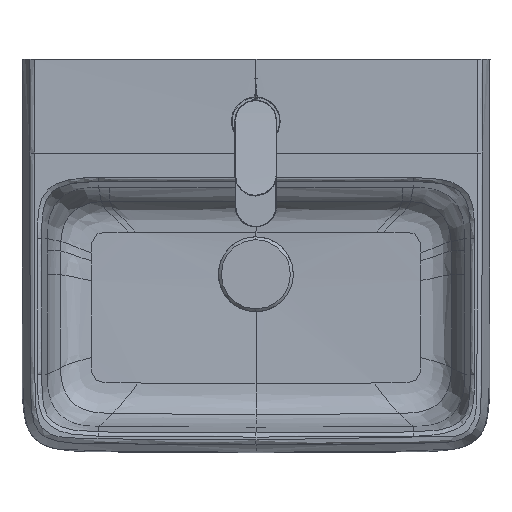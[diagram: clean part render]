
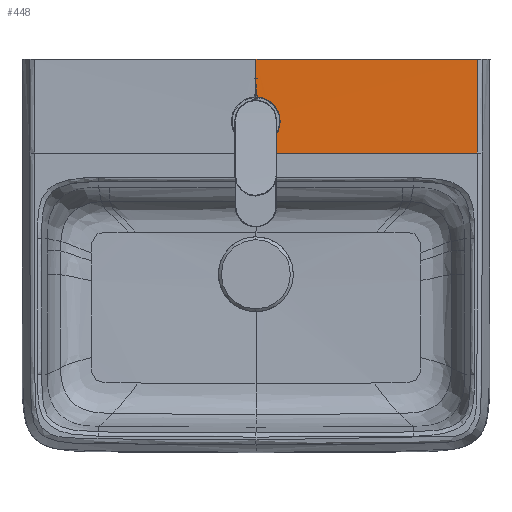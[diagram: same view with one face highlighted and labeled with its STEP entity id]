
A CAD part, top view. The second image highlights one B-rep face of the part: STEP entity #448.
In plain terms, the highlighted free-form (B-spline) face has degree [5, 5] with [6, 9] control points.
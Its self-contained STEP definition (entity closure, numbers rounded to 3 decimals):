
#448=ADVANCED_FACE('',(#1055),#9024,.T.);
#1055=FACE_OUTER_BOUND('',#1678,.T.);
#1678=EDGE_LOOP('',(#3761,#3762,#3763,#3764,#3765,#3766));
#3761=ORIENTED_EDGE('',*,*,#5549,.F.);
#3762=ORIENTED_EDGE('',*,*,#5738,.T.);
#3763=ORIENTED_EDGE('',*,*,#5870,.T.);
#3764=ORIENTED_EDGE('',*,*,#5739,.T.);
#3765=ORIENTED_EDGE('',*,*,#5856,.T.);
#3766=ORIENTED_EDGE('',*,*,#5740,.T.);
#5549=EDGE_CURVE('',#8184,#8185,#7162,.T.);
#5738=EDGE_CURVE('',#8184,#8301,#7323,.T.);
#5739=EDGE_CURVE('',#8300,#8299,#7324,.T.);
#5740=EDGE_CURVE('',#8302,#8185,#7325,.T.);
#5856=EDGE_CURVE('',#8299,#8302,#7414,.T.);
#5870=EDGE_CURVE('',#8301,#8300,#7428,.T.);
#7162=B_SPLINE_CURVE_WITH_KNOTS('',5,(#69361,#69362,#69363,#69364,#69365,
#69366),.UNSPECIFIED.,.F.,.F.,(6,6),(-339.411,-4.985),
 .UNSPECIFIED.);
#7323=B_SPLINE_CURVE_WITH_KNOTS('',5,(#70679,#70680,#70681,#70682,#70683,
#70684),.UNSPECIFIED.,.F.,.F.,(6,6),(-141.427,-72.832),
 .UNSPECIFIED.);
#7324=B_SPLINE_CURVE_WITH_KNOTS('',5,(#70685,#70686,#70687,#70688,#70689,
#70690),.UNSPECIFIED.,.F.,.F.,(6,6),(-23.334,0.),.UNSPECIFIED.);
#7325=B_SPLINE_CURVE_WITH_KNOTS('',5,(#70691,#70692,#70693,#70694,#70695,
#70696,#70697,#70698,#70699,#70700,#70701,#70702),.UNSPECIFIED.,.F.,.F.,
(6,3,3,6),(-326.572,-255.124,-205.886,-183.753),
 .UNSPECIFIED.);
#7414=B_SPLINE_CURVE_WITH_KNOTS('',5,(#71676,#71677,#71678,#71679,#71680,
#71681),.UNSPECIFIED.,.F.,.F.,(6,6),(-0.224,236.236),
 .UNSPECIFIED.);
#7428=B_SPLINE_CURVE_WITH_KNOTS('',3,(#72203,#72204,#72205,#72206,#72207,
#72208,#72209,#72210,#72211,#72212,#72213,#72214,#72215,#72216,#72217,#72218,
#72219,#72220),.UNSPECIFIED.,.F.,.F.,(4,2,2,2,2,2,2,2,4),(0.,9.711,
19.434,29.131,38.827,48.545,58.278,
68.014,77.75),.UNSPECIFIED.);
#8184=VERTEX_POINT('',#65702);
#8185=VERTEX_POINT('',#65703);
#8299=VERTEX_POINT('',#65817);
#8300=VERTEX_POINT('',#65818);
#8301=VERTEX_POINT('',#65819);
#8302=VERTEX_POINT('',#65820);
#9024=B_SPLINE_SURFACE_WITH_KNOTS('',5,5,((#43319,#43320,#43321,#43322,
#43323,#43324,#43325,#43326,#43327),(#43328,#43329,#43330,#43331,#43332,
#43333,#43334,#43335,#43336),(#43337,#43338,#43339,#43340,#43341,#43342,
#43343,#43344,#43345),(#43346,#43347,#43348,#43349,#43350,#43351,#43352,
#43353,#43354),(#43355,#43356,#43357,#43358,#43359,#43360,#43361,#43362,
#43363),(#43364,#43365,#43366,#43367,#43368,#43369,#43370,#43371,#43372)),
 .UNSPECIFIED.,.F.,.F.,.F.,(6,6),(6,3,6),(0.,100.002),
(-239.776,0.224,240.224),.UNSPECIFIED.);
#43319=CARTESIAN_POINT('',(240.022,110.009,75.314));
#43320=CARTESIAN_POINT('',(192.022,110.009,75.314));
#43321=CARTESIAN_POINT('',(144.022,110.009,75.314));
#43322=CARTESIAN_POINT('',(96.022,110.009,75.314));
#43323=CARTESIAN_POINT('',(0.022,110.009,75.314));
#43324=CARTESIAN_POINT('',(-95.978,110.009,75.314));
#43325=CARTESIAN_POINT('',(-143.978,110.009,75.314));
#43326=CARTESIAN_POINT('',(-191.978,110.009,75.314));
#43327=CARTESIAN_POINT('',(-239.978,110.009,75.314));
#43328=CARTESIAN_POINT('',(240.022,130.009,75.314));
#43329=CARTESIAN_POINT('',(192.022,130.009,75.314));
#43330=CARTESIAN_POINT('',(144.022,130.009,75.314));
#43331=CARTESIAN_POINT('',(96.022,130.009,75.314));
#43332=CARTESIAN_POINT('',(0.022,130.009,75.314));
#43333=CARTESIAN_POINT('',(-95.978,130.009,75.314));
#43334=CARTESIAN_POINT('',(-143.978,130.009,75.314));
#43335=CARTESIAN_POINT('',(-191.978,130.009,75.314));
#43336=CARTESIAN_POINT('',(-239.978,130.009,75.314));
#43337=CARTESIAN_POINT('',(240.022,150.01,75.314));
#43338=CARTESIAN_POINT('',(192.022,150.01,75.314));
#43339=CARTESIAN_POINT('',(144.022,150.01,75.314));
#43340=CARTESIAN_POINT('',(96.022,150.01,75.314));
#43341=CARTESIAN_POINT('',(0.022,150.01,75.314));
#43342=CARTESIAN_POINT('',(-95.978,150.01,75.314));
#43343=CARTESIAN_POINT('',(-143.978,150.01,75.314));
#43344=CARTESIAN_POINT('',(-191.978,150.01,75.314));
#43345=CARTESIAN_POINT('',(-239.978,150.01,75.314));
#43346=CARTESIAN_POINT('',(240.022,170.011,75.314));
#43347=CARTESIAN_POINT('',(192.022,170.011,75.434));
#43348=CARTESIAN_POINT('',(144.022,170.011,75.524));
#43349=CARTESIAN_POINT('',(96.022,170.011,75.584));
#43350=CARTESIAN_POINT('',(0.022,170.011,75.644));
#43351=CARTESIAN_POINT('',(-95.978,170.011,75.584));
#43352=CARTESIAN_POINT('',(-143.978,170.011,75.524));
#43353=CARTESIAN_POINT('',(-191.978,170.011,75.434));
#43354=CARTESIAN_POINT('',(-239.978,170.011,75.314));
#43355=CARTESIAN_POINT('',(240.022,190.01,75.314));
#43356=CARTESIAN_POINT('',(192.022,190.01,75.554));
#43357=CARTESIAN_POINT('',(144.022,190.01,75.734));
#43358=CARTESIAN_POINT('',(96.022,190.01,75.854));
#43359=CARTESIAN_POINT('',(0.022,190.01,75.974));
#43360=CARTESIAN_POINT('',(-95.978,190.01,75.854));
#43361=CARTESIAN_POINT('',(-143.978,190.01,75.734));
#43362=CARTESIAN_POINT('',(-191.978,190.01,75.554));
#43363=CARTESIAN_POINT('',(-239.978,190.01,75.314));
#43364=CARTESIAN_POINT('',(240.022,210.009,75.314));
#43365=CARTESIAN_POINT('',(192.022,210.009,75.714));
#43366=CARTESIAN_POINT('',(144.022,210.009,76.014));
#43367=CARTESIAN_POINT('',(96.022,210.009,76.214));
#43368=CARTESIAN_POINT('',(0.022,210.009,76.414));
#43369=CARTESIAN_POINT('',(-95.978,210.009,76.214));
#43370=CARTESIAN_POINT('',(-143.978,210.009,76.014));
#43371=CARTESIAN_POINT('',(-191.978,210.009,75.714));
#43372=CARTESIAN_POINT('',(-239.978,210.009,75.314));
#65702=CARTESIAN_POINT('',(0.022,210.009,76.314));
#65703=CARTESIAN_POINT('',(236.497,210.009,75.343));
#65817=CARTESIAN_POINT('',(0.022,110.009,75.314));
#65818=CARTESIAN_POINT('',(0.022,126.509,75.325));
#65819=CARTESIAN_POINT('',(0.022,161.509,75.549));
#65820=CARTESIAN_POINT('',(236.481,110.009,75.314));
#69361=CARTESIAN_POINT('',(0.022,210.009,76.314));
#69362=CARTESIAN_POINT('',(47.317,210.009,76.314));
#69363=CARTESIAN_POINT('',(94.613,210.009,76.217));
#69364=CARTESIAN_POINT('',(141.908,210.009,76.022));
#69365=CARTESIAN_POINT('',(189.203,210.009,75.731));
#69366=CARTESIAN_POINT('',(236.497,210.009,75.343));
#70679=CARTESIAN_POINT('',(0.022,210.009,76.314));
#70680=CARTESIAN_POINT('',(0.022,200.309,76.12));
#70681=CARTESIAN_POINT('',(0.022,190.609,75.949));
#70682=CARTESIAN_POINT('',(0.022,180.909,75.791));
#70683=CARTESIAN_POINT('',(0.022,171.209,75.655));
#70684=CARTESIAN_POINT('',(0.022,161.509,75.549));
#70685=CARTESIAN_POINT('',(0.022,126.509,75.325));
#70686=CARTESIAN_POINT('',(0.022,123.209,75.319));
#70687=CARTESIAN_POINT('',(0.022,119.909,75.315));
#70688=CARTESIAN_POINT('',(0.022,116.609,75.314));
#70689=CARTESIAN_POINT('',(0.022,113.309,75.314));
#70690=CARTESIAN_POINT('',(0.022,110.009,75.314));
#70691=CARTESIAN_POINT('',(236.481,110.009,75.314));
#70692=CARTESIAN_POINT('',(236.483,120.069,75.314));
#70693=CARTESIAN_POINT('',(236.484,130.129,75.314));
#70694=CARTESIAN_POINT('',(236.485,140.189,75.315));
#70695=CARTESIAN_POINT('',(236.487,157.181,75.319));
#70696=CARTESIAN_POINT('',(236.49,174.174,75.325));
#70697=CARTESIAN_POINT('',(236.491,181.107,75.328));
#70698=CARTESIAN_POINT('',(236.493,191.156,75.333));
#70699=CARTESIAN_POINT('',(236.495,201.205,75.338));
#70700=CARTESIAN_POINT('',(236.496,204.205,75.34));
#70701=CARTESIAN_POINT('',(236.496,207.121,75.341));
#70702=CARTESIAN_POINT('',(236.497,210.009,75.343));
#71676=CARTESIAN_POINT('',(0.022,110.009,75.314));
#71677=CARTESIAN_POINT('',(47.314,110.009,75.314));
#71678=CARTESIAN_POINT('',(94.606,110.009,75.314));
#71679=CARTESIAN_POINT('',(141.898,110.009,75.314));
#71680=CARTESIAN_POINT('',(189.189,110.009,75.314));
#71681=CARTESIAN_POINT('',(236.481,110.009,75.314));
#72203=CARTESIAN_POINT('',(0.022,161.509,75.549));
#72204=CARTESIAN_POINT('',(2.328,161.509,75.549));
#72205=CARTESIAN_POINT('',(4.62,161.048,75.543));
#72206=CARTESIAN_POINT('',(8.849,159.292,75.524));
#72207=CARTESIAN_POINT('',(10.784,157.996,75.511));
#72208=CARTESIAN_POINT('',(14.015,154.763,75.479));
#72209=CARTESIAN_POINT('',(15.305,152.833,75.462));
#72210=CARTESIAN_POINT('',(17.055,148.625,75.427));
#72211=CARTESIAN_POINT('',(17.515,146.348,75.411));
#72212=CARTESIAN_POINT('',(17.529,141.772,75.382));
#72213=CARTESIAN_POINT('',(17.081,139.482,75.37));
#72214=CARTESIAN_POINT('',(15.341,135.242,75.351));
#72215=CARTESIAN_POINT('',(14.048,133.295,75.344));
#72216=CARTESIAN_POINT('',(10.811,130.041,75.334));
#72217=CARTESIAN_POINT('',(8.868,128.735,75.33));
#72218=CARTESIAN_POINT('',(4.625,126.969,75.326));
#72219=CARTESIAN_POINT('',(2.325,126.509,75.325));
#72220=CARTESIAN_POINT('',(0.022,126.509,75.325));
